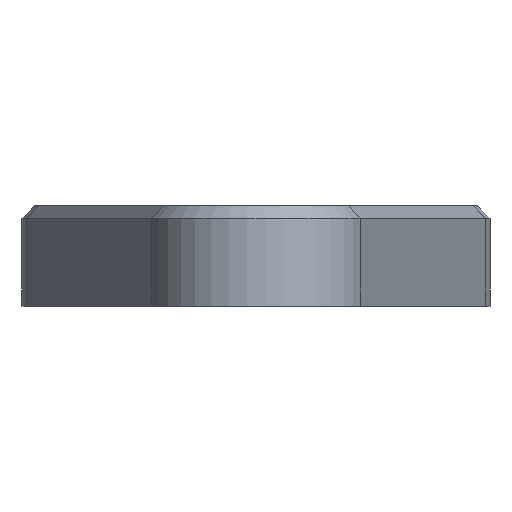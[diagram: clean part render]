
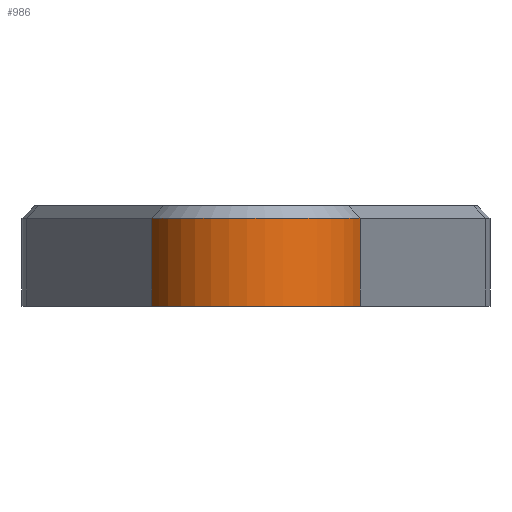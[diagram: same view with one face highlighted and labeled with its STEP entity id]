
A CAD part, left-side view. The second image highlights one B-rep face of the part: STEP entity #986.
In plain terms, the highlighted cylindrical face has radius 6.5 mm (diameter 13 mm), a partial arc.
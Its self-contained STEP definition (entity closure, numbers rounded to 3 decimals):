
#24=CYLINDRICAL_SURFACE('',#1103,6.5);
#110=FACE_OUTER_BOUND('',#174,.T.);
#174=EDGE_LOOP('',(#841,#842,#843,#844));
#263=LINE('',#1669,#349);
#265=LINE('',#1673,#351);
#349=VECTOR('',#1373,10.);
#351=VECTOR('',#1377,10.);
#407=CIRCLE('',#1090,6.5);
#412=CIRCLE('',#1104,6.5);
#483=VERTEX_POINT('',#1630);
#485=VERTEX_POINT('',#1636);
#493=VERTEX_POINT('',#1668);
#494=VERTEX_POINT('',#1672);
#603=EDGE_CURVE('',#483,#485,#407,.T.);
#618=EDGE_CURVE('',#493,#485,#263,.T.);
#620=EDGE_CURVE('',#494,#483,#265,.T.);
#621=EDGE_CURVE('',#494,#493,#412,.T.);
#841=ORIENTED_EDGE('',*,*,#603,.F.);
#842=ORIENTED_EDGE('',*,*,#620,.F.);
#843=ORIENTED_EDGE('',*,*,#621,.T.);
#844=ORIENTED_EDGE('',*,*,#618,.T.);
#986=ADVANCED_FACE('',(#110),#24,.T.);
#1090=AXIS2_PLACEMENT_3D('',#1638,#1337,#1338);
#1103=AXIS2_PLACEMENT_3D('',#1671,#1375,#1376);
#1104=AXIS2_PLACEMENT_3D('',#1674,#1378,#1379);
#1337=DIRECTION('center_axis',(0.,0.,1.));
#1338=DIRECTION('ref_axis',(-0.287,0.958,0.));
#1373=DIRECTION('',(0.,0.,1.));
#1375=DIRECTION('center_axis',(0.,0.,1.));
#1376=DIRECTION('ref_axis',(-0.287,0.958,0.));
#1377=DIRECTION('',(0.,0.,1.));
#1378=DIRECTION('center_axis',(0.,0.,1.));
#1379=DIRECTION('ref_axis',(-0.287,0.958,0.));
#1630=CARTESIAN_POINT('',(161.418,43.206,5.25));
#1636=CARTESIAN_POINT('',(161.418,30.754,5.25));
#1638=CARTESIAN_POINT('Origin',(163.286,36.98,5.25));
#1668=CARTESIAN_POINT('',(161.418,30.754,0.));
#1669=CARTESIAN_POINT('',(161.418,30.754,0.));
#1671=CARTESIAN_POINT('Origin',(163.286,36.98,0.));
#1672=CARTESIAN_POINT('',(161.418,43.206,0.));
#1673=CARTESIAN_POINT('',(161.418,43.206,0.));
#1674=CARTESIAN_POINT('Origin',(163.286,36.98,0.));
